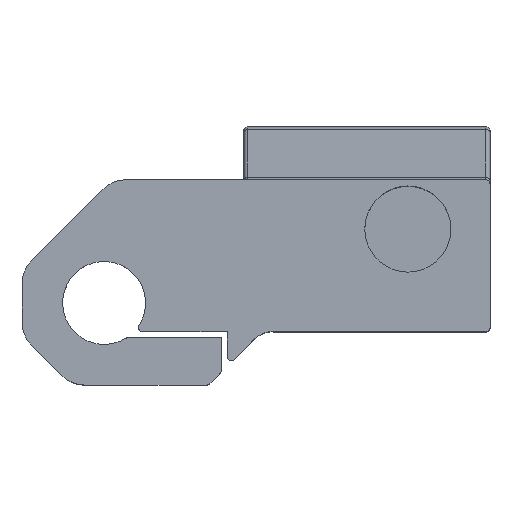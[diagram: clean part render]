
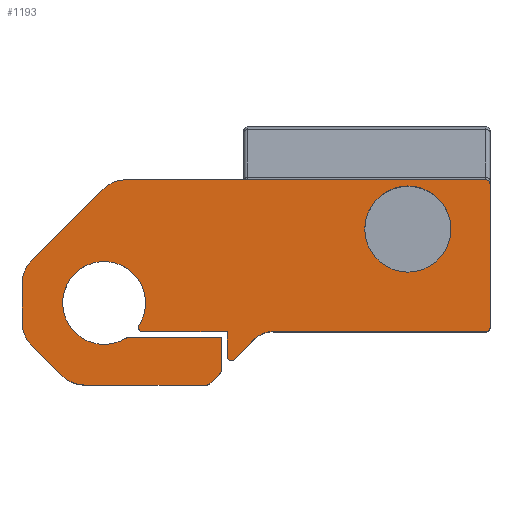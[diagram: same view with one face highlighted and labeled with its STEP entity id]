
A CAD part, top view. The second image highlights one B-rep face of the part: STEP entity #1193.
In plain terms, the highlighted planar face has unit normal (0, 0, 1).
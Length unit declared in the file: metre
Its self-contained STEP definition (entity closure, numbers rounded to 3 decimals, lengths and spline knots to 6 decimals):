
#72=CIRCLE('',#1244,0.00505);
#74=CIRCLE('',#1249,0.0005);
#78=CIRCLE('',#1255,0.0005);
#85=CIRCLE('',#1269,0.004);
#88=CIRCLE('',#1274,0.004);
#89=CIRCLE('',#1277,0.004);
#92=CIRCLE('',#1281,0.004);
#98=CIRCLE('',#1292,0.0005);
#99=CIRCLE('',#1295,0.0005);
#105=CIRCLE('',#1304,0.0005);
#121=CIRCLE('',#1334,0.0005);
#122=CIRCLE('',#1337,0.00525);
#123=CIRCLE('',#1338,0.0005);
#124=CIRCLE('',#1339,0.003);
#374=ORIENTED_EDGE('',*,*,#624,.T.);
#375=ORIENTED_EDGE('',*,*,#625,.F.);
#376=ORIENTED_EDGE('',*,*,#623,.T.);
#377=ORIENTED_EDGE('',*,*,#620,.F.);
#378=ORIENTED_EDGE('',*,*,#610,.T.);
#379=ORIENTED_EDGE('',*,*,#548,.F.);
#380=ORIENTED_EDGE('',*,*,#511,.F.);
#381=ORIENTED_EDGE('',*,*,#545,.F.);
#382=ORIENTED_EDGE('',*,*,#544,.T.);
#383=ORIENTED_EDGE('',*,*,#540,.F.);
#384=ORIENTED_EDGE('',*,*,#538,.F.);
#385=ORIENTED_EDGE('',*,*,#533,.F.);
#386=ORIENTED_EDGE('',*,*,#514,.T.);
#387=ORIENTED_EDGE('',*,*,#590,.F.);
#388=ORIENTED_EDGE('',*,*,#589,.F.);
#389=ORIENTED_EDGE('',*,*,#576,.F.);
#390=ORIENTED_EDGE('',*,*,#575,.T.);
#391=ORIENTED_EDGE('',*,*,#522,.T.);
#392=ORIENTED_EDGE('',*,*,#526,.F.);
#393=ORIENTED_EDGE('',*,*,#507,.T.);
#394=ORIENTED_EDGE('',*,*,#517,.F.);
#395=ORIENTED_EDGE('',*,*,#558,.T.);
#396=ORIENTED_EDGE('',*,*,#568,.T.);
#397=ORIENTED_EDGE('',*,*,#572,.F.);
#398=ORIENTED_EDGE('',*,*,#626,.T.);
#399=ORIENTED_EDGE('',*,*,#627,.F.);
#400=ORIENTED_EDGE('',*,*,#564,.T.);
#507=EDGE_CURVE('',#669,#671,#72,.T.);
#511=EDGE_CURVE('',#675,#673,#782,.T.);
#514=EDGE_CURVE('',#679,#677,#784,.T.);
#517=EDGE_CURVE('',#681,#671,#74,.T.);
#522=EDGE_CURVE('',#686,#684,#789,.T.);
#526=EDGE_CURVE('',#669,#684,#78,.T.);
#533=EDGE_CURVE('',#679,#694,#85,.T.);
#538=EDGE_CURVE('',#694,#697,#795,.T.);
#540=EDGE_CURVE('',#697,#699,#88,.T.);
#544=EDGE_CURVE('',#701,#699,#799,.T.);
#545=EDGE_CURVE('',#701,#675,#89,.T.);
#548=EDGE_CURVE('',#673,#703,#92,.T.);
#558=EDGE_CURVE('',#681,#711,#805,.T.);
#564=EDGE_CURVE('',#716,#715,#811,.T.);
#568=EDGE_CURVE('',#711,#718,#815,.T.);
#572=EDGE_CURVE('',#721,#718,#98,.T.);
#575=EDGE_CURVE('',#723,#686,#820,.T.);
#576=EDGE_CURVE('',#723,#724,#99,.T.);
#589=EDGE_CURVE('',#724,#731,#827,.T.);
#590=EDGE_CURVE('',#731,#677,#105,.T.);
#610=EDGE_CURVE('',#742,#703,#837,.T.);
#620=EDGE_CURVE('',#742,#747,#121,.T.);
#623=EDGE_CURVE('',#748,#747,#843,.T.);
#624=EDGE_CURVE('',#749,#749,#122,.T.);
#625=EDGE_CURVE('',#748,#715,#123,.T.);
#626=EDGE_CURVE('',#721,#750,#844,.T.);
#627=EDGE_CURVE('',#716,#750,#124,.T.);
#669=VERTEX_POINT('',#1809);
#671=VERTEX_POINT('',#1813);
#673=VERTEX_POINT('',#1818);
#675=VERTEX_POINT('',#1822);
#677=VERTEX_POINT('',#1828);
#679=VERTEX_POINT('',#1831);
#681=VERTEX_POINT('',#1837);
#684=VERTEX_POINT('',#1845);
#686=VERTEX_POINT('',#1848);
#694=VERTEX_POINT('',#1875);
#697=VERTEX_POINT('',#1882);
#699=VERTEX_POINT('',#1889);
#701=VERTEX_POINT('',#1894);
#703=VERTEX_POINT('',#1904);
#711=VERTEX_POINT('',#1923);
#715=VERTEX_POINT('',#1934);
#716=VERTEX_POINT('',#1936);
#718=VERTEX_POINT('',#1942);
#721=VERTEX_POINT('',#1950);
#723=VERTEX_POINT('',#1955);
#724=VERTEX_POINT('',#1960);
#731=VERTEX_POINT('',#1984);
#742=VERTEX_POINT('',#2029);
#747=VERTEX_POINT('',#2050);
#748=VERTEX_POINT('',#2054);
#749=VERTEX_POINT('',#2058);
#750=VERTEX_POINT('',#2061);
#782=LINE('',#1823,#880);
#784=LINE('',#1830,#882);
#789=LINE('',#1847,#887);
#795=LINE('',#1884,#893);
#799=LINE('',#1896,#897);
#805=LINE('',#1924,#903);
#811=LINE('',#1935,#909);
#815=LINE('',#1944,#913);
#820=LINE('',#1957,#918);
#827=LINE('',#1985,#925);
#837=LINE('',#2030,#935);
#843=LINE('',#2055,#941);
#844=LINE('',#2060,#942);
#880=VECTOR('',#1437,1.);
#882=VECTOR('',#1443,1.);
#887=VECTOR('',#1458,1.);
#893=VECTOR('',#1502,1.);
#897=VECTOR('',#1514,1.);
#903=VECTOR('',#1544,1.);
#909=VECTOR('',#1552,1.);
#913=VECTOR('',#1558,1.);
#918=VECTOR('',#1571,1.);
#925=VECTOR('',#1596,1.);
#935=VECTOR('',#1646,1.);
#941=VECTOR('',#1678,1.);
#942=VECTOR('',#1685,1.);
#1013=EDGE_LOOP('',(#374));
#1014=EDGE_LOOP('',(#375,#376,#377,#378,#379,#380,#381,#382,#383,#384,#385,
#386,#387,#388,#389,#390,#391,#392,#393,#394,#395,#396,#397,#398,#399,#400));
#1094=FACE_BOUND('',#1013,.T.);
#1095=FACE_BOUND('',#1014,.T.);
#1133=PLANE('',#1336);
#1193=ADVANCED_FACE('',(#1094,#1095),#1133,.F.);
#1244=AXIS2_PLACEMENT_3D('',#1814,#1430,#1431);
#1249=AXIS2_PLACEMENT_3D('',#1836,#1448,#1449);
#1255=AXIS2_PLACEMENT_3D('',#1854,#1465,#1466);
#1269=AXIS2_PLACEMENT_3D('',#1874,#1493,#1494);
#1274=AXIS2_PLACEMENT_3D('',#1888,#1507,#1508);
#1277=AXIS2_PLACEMENT_3D('',#1898,#1517,#1518);
#1281=AXIS2_PLACEMENT_3D('',#1903,#1525,#1526);
#1292=AXIS2_PLACEMENT_3D('',#1951,#1565,#1566);
#1295=AXIS2_PLACEMENT_3D('',#1959,#1574,#1575);
#1304=AXIS2_PLACEMENT_3D('',#1987,#1599,#1600);
#1334=AXIS2_PLACEMENT_3D('',#2049,#1672,#1673);
#1336=AXIS2_PLACEMENT_3D('',#2056,#1679,#1680);
#1337=AXIS2_PLACEMENT_3D('',#2057,#1681,#1682);
#1338=AXIS2_PLACEMENT_3D('',#2059,#1683,#1684);
#1339=AXIS2_PLACEMENT_3D('',#2062,#1686,#1687);
#1430=DIRECTION('',(0.,0.,-1.));
#1431=DIRECTION('',(0.,1.,0.));
#1437=DIRECTION('',(0.707,0.707,0.));
#1443=DIRECTION('',(1.,0.,0.));
#1448=DIRECTION('',(0.,0.,-1.));
#1449=DIRECTION('',(-0.855,-0.519,0.));
#1458=DIRECTION('',(-1.,0.,0.));
#1465=DIRECTION('',(0.,0.,-1.));
#1466=DIRECTION('',(-0.367,0.93,0.));
#1493=DIRECTION('',(0.,0.,-1.));
#1494=DIRECTION('',(-0.383,-0.924,0.));
#1502=DIRECTION('',(-0.707,0.707,0.));
#1507=DIRECTION('',(0.,0.,-1.));
#1508=DIRECTION('',(-0.924,-0.383,0.));
#1514=DIRECTION('',(0.,-1.,0.));
#1517=DIRECTION('',(0.,0.,-1.));
#1518=DIRECTION('',(-0.924,0.383,0.));
#1525=DIRECTION('',(0.,0.,-1.));
#1526=DIRECTION('',(-0.383,0.924,0.));
#1544=DIRECTION('',(1.,0.,0.));
#1552=DIRECTION('',(1.,0.,0.));
#1558=DIRECTION('',(0.,-1.,0.));
#1565=DIRECTION('',(0.,0.,-1.));
#1566=DIRECTION('',(-0.383,-0.924,0.));
#1571=DIRECTION('',(0.,1.,0.));
#1574=DIRECTION('',(0.,0.,-1.));
#1575=DIRECTION('',(0.924,-0.383,0.));
#1596=DIRECTION('',(-0.707,-0.707,0.));
#1599=DIRECTION('',(0.,0.,-1.));
#1600=DIRECTION('',(0.383,-0.924,0.));
#1646=DIRECTION('',(-1.,0.,0.));
#1672=DIRECTION('',(0.,0.,-1.));
#1673=DIRECTION('',(0.707,0.707,0.));
#1678=DIRECTION('',(0.,1.,0.));
#1679=DIRECTION('',(0.,0.,-1.));
#1680=DIRECTION('',(1.,0.,0.));
#1681=DIRECTION('',(0.,0.,-1.));
#1682=DIRECTION('',(-1.,0.,0.));
#1683=DIRECTION('',(0.,0.,-1.));
#1684=DIRECTION('',(0.707,-0.707,0.));
#1685=DIRECTION('',(0.707,0.707,0.));
#1686=DIRECTION('',(0.,0.,1.));
#1687=DIRECTION('',(-0.383,0.924,0.));
#1809=CARTESIAN_POINT('',(0.150612,-0.062322,0.302));
#1813=CARTESIAN_POINT('',(0.152249,-0.06073,0.302));
#1814=CARTESIAN_POINT('',(0.148,-0.058,0.302));
#1818=CARTESIAN_POINT('',(0.147828,-0.044172,0.302));
#1822=CARTESIAN_POINT('',(0.139172,-0.052828,0.302));
#1823=CARTESIAN_POINT('',(0.1475,-0.0445,0.302));
#1828=CARTESIAN_POINT('',(0.160543,-0.068,0.302));
#1830=CARTESIAN_POINT('',(0.138,-0.068,0.302));
#1831=CARTESIAN_POINT('',(0.145657,-0.068,0.302));
#1836=CARTESIAN_POINT('',(0.152669,-0.061,0.302));
#1837=CARTESIAN_POINT('',(0.152669,-0.0615,0.302));
#1845=CARTESIAN_POINT('',(0.150871,-0.06225,0.302));
#1847=CARTESIAN_POINT('',(0.159368,-0.06225,0.302));
#1848=CARTESIAN_POINT('',(0.16225,-0.06225,0.302));
#1854=CARTESIAN_POINT('',(0.150871,-0.06275,0.302));
#1874=CARTESIAN_POINT('',(0.145657,-0.064,0.302));
#1875=CARTESIAN_POINT('',(0.142828,-0.066828,0.302));
#1882=CARTESIAN_POINT('',(0.139172,-0.063172,0.302));
#1884=CARTESIAN_POINT('',(0.145,-0.069,0.302));
#1888=CARTESIAN_POINT('',(0.142,-0.060343,0.302));
#1889=CARTESIAN_POINT('',(0.138,-0.060343,0.302));
#1894=CARTESIAN_POINT('',(0.138,-0.055657,0.302));
#1896=CARTESIAN_POINT('',(0.138,-0.043,0.302));
#1898=CARTESIAN_POINT('',(0.142,-0.055657,0.302));
#1903=CARTESIAN_POINT('',(0.150657,-0.047,0.302));
#1904=CARTESIAN_POINT('',(0.150657,-0.043,0.302));
#1923=CARTESIAN_POINT('',(0.163,-0.0615,0.302));
#1924=CARTESIAN_POINT('',(0.16475,-0.0615,0.302));
#1934=CARTESIAN_POINT('',(0.1945,-0.0615,0.302));
#1935=CARTESIAN_POINT('',(0.16475,-0.0615,0.302));
#1936=CARTESIAN_POINT('',(0.168493,-0.0615,0.302));
#1942=CARTESIAN_POINT('',(0.163,-0.064543,0.302));
#1944=CARTESIAN_POINT('',(0.163,-0.0615,0.302));
#1950=CARTESIAN_POINT('',(0.163854,-0.064896,0.302));
#1951=CARTESIAN_POINT('',(0.1635,-0.064543,0.302));
#1955=CARTESIAN_POINT('',(0.16225,-0.066293,0.302));
#1957=CARTESIAN_POINT('',(0.16225,-0.058875,0.302));
#1959=CARTESIAN_POINT('',(0.16175,-0.066293,0.302));
#1960=CARTESIAN_POINT('',(0.162104,-0.066646,0.302));
#1984=CARTESIAN_POINT('',(0.160896,-0.067854,0.302));
#1985=CARTESIAN_POINT('',(0.165687,-0.063063,0.302));
#1987=CARTESIAN_POINT('',(0.160543,-0.0675,0.302));
#2029=CARTESIAN_POINT('',(0.1945,-0.043,0.302));
#2030=CARTESIAN_POINT('',(0.195,-0.043,0.302));
#2049=CARTESIAN_POINT('',(0.1945,-0.0435,0.302));
#2050=CARTESIAN_POINT('',(0.195,-0.0435,0.302));
#2054=CARTESIAN_POINT('',(0.195,-0.061,0.302));
#2055=CARTESIAN_POINT('',(0.195,-0.068,0.302));
#2056=CARTESIAN_POINT('',(0.1665,-0.0555,0.302));
#2057=CARTESIAN_POINT('',(0.185,-0.049,0.302));
#2058=CARTESIAN_POINT('',(0.17975,-0.049,0.302));
#2059=CARTESIAN_POINT('',(0.1945,-0.061,0.302));
#2060=CARTESIAN_POINT('',(0.163,-0.06575,0.302));
#2061=CARTESIAN_POINT('',(0.166371,-0.062379,0.302));
#2062=CARTESIAN_POINT('',(0.168493,-0.0645,0.302));
